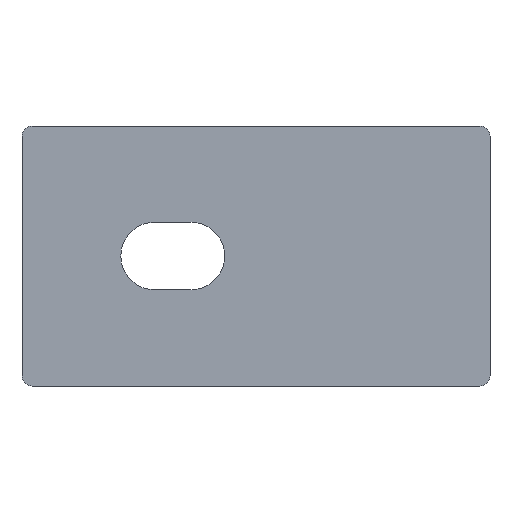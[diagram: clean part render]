
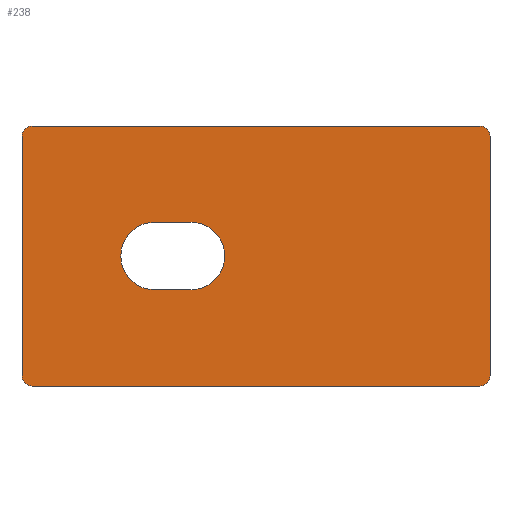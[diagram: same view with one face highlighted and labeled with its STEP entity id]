
A CAD part, left-side view. The second image highlights one B-rep face of the part: STEP entity #238.
In plain terms, the highlighted face is planar.
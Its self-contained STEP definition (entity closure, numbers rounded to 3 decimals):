
#1=DIRECTION('',(0.,1.,0.));
#2=VECTOR('',#1,7.);
#3=CARTESIAN_POINT('',(18.5,57.5,0.));
#4=LINE('',#3,#2);
#5=CARTESIAN_POINT('',(25.,64.5,0.));
#6=DIRECTION('',(0.,0.,-1.));
#7=DIRECTION('',(-1.,0.,0.));
#8=AXIS2_PLACEMENT_3D('',#5,#6,#7);
#10=DIRECTION('',(0.,-1.,0.));
#11=VECTOR('',#10,7.);
#12=CARTESIAN_POINT('',(31.5,64.5,0.));
#13=LINE('',#12,#11);
#14=CARTESIAN_POINT('',(25.,57.5,0.));
#15=DIRECTION('',(0.,0.,-1.));
#16=DIRECTION('',(1.,0.,0.));
#17=AXIS2_PLACEMENT_3D('',#14,#15,#16);
#19=CARTESIAN_POINT('',(2.,88.,0.));
#20=DIRECTION('',(0.,0.,-1.));
#21=DIRECTION('',(-1.,0.,0.));
#22=AXIS2_PLACEMENT_3D('',#19,#20,#21);
#24=DIRECTION('',(0.,-1.,0.));
#25=VECTOR('',#24,86.);
#26=CARTESIAN_POINT('',(0.,88.,0.));
#27=LINE('',#26,#25);
#28=CARTESIAN_POINT('',(2.,2.,0.));
#29=DIRECTION('',(0.,0.,-1.));
#30=DIRECTION('',(0.,-1.,0.));
#31=AXIS2_PLACEMENT_3D('',#28,#29,#30);
#33=DIRECTION('',(1.,0.,0.));
#34=VECTOR('',#33,46.);
#35=CARTESIAN_POINT('',(2.,0.,0.));
#36=LINE('',#35,#34);
#37=CARTESIAN_POINT('',(48.,2.,0.));
#38=DIRECTION('',(0.,0.,-1.));
#39=DIRECTION('',(1.,0.,0.));
#40=AXIS2_PLACEMENT_3D('',#37,#38,#39);
#42=DIRECTION('',(0.,1.,0.));
#43=VECTOR('',#42,86.);
#44=CARTESIAN_POINT('',(50.,2.,0.));
#45=LINE('',#44,#43);
#46=CARTESIAN_POINT('',(48.,88.,0.));
#47=DIRECTION('',(0.,0.,-1.));
#48=DIRECTION('',(0.,1.,0.));
#49=AXIS2_PLACEMENT_3D('',#46,#47,#48);
#51=DIRECTION('',(-1.,0.,0.));
#52=VECTOR('',#51,46.);
#53=CARTESIAN_POINT('',(48.,90.,0.));
#54=LINE('',#53,#52);
#157=CARTESIAN_POINT('',(18.5,57.5,0.));
#158=CARTESIAN_POINT('',(18.5,64.5,0.));
#159=VERTEX_POINT('',#157);
#160=VERTEX_POINT('',#158);
#161=CARTESIAN_POINT('',(31.5,64.5,0.));
#162=VERTEX_POINT('',#161);
#163=CARTESIAN_POINT('',(31.5,57.5,0.));
#164=VERTEX_POINT('',#163);
#173=CARTESIAN_POINT('',(0.,88.,0.));
#174=CARTESIAN_POINT('',(2.,90.,0.));
#175=VERTEX_POINT('',#173);
#176=VERTEX_POINT('',#174);
#181=CARTESIAN_POINT('',(48.,90.,0.));
#182=CARTESIAN_POINT('',(50.,88.,0.));
#183=VERTEX_POINT('',#181);
#184=VERTEX_POINT('',#182);
#189=CARTESIAN_POINT('',(2.,0.,0.));
#190=CARTESIAN_POINT('',(0.,2.,0.));
#191=VERTEX_POINT('',#189);
#192=VERTEX_POINT('',#190);
#197=CARTESIAN_POINT('',(50.,2.,0.));
#198=CARTESIAN_POINT('',(48.,0.,0.));
#199=VERTEX_POINT('',#197);
#200=VERTEX_POINT('',#198);
#205=CARTESIAN_POINT('',(0.,0.,0.));
#206=DIRECTION('',(0.,0.,1.));
#207=DIRECTION('',(1.,0.,0.));
#208=AXIS2_PLACEMENT_3D('',#205,#206,#207);
#209=PLANE('',#208);
#211=ORIENTED_EDGE('',*,*,#210,.F.);
#213=ORIENTED_EDGE('',*,*,#212,.T.);
#215=ORIENTED_EDGE('',*,*,#214,.F.);
#217=ORIENTED_EDGE('',*,*,#216,.T.);
#219=ORIENTED_EDGE('',*,*,#218,.F.);
#221=ORIENTED_EDGE('',*,*,#220,.T.);
#223=ORIENTED_EDGE('',*,*,#222,.F.);
#225=ORIENTED_EDGE('',*,*,#224,.T.);
#226=EDGE_LOOP('',(#211,#213,#215,#217,#219,#221,#223,#225));
#227=FACE_OUTER_BOUND('',#226,.F.);
#229=ORIENTED_EDGE('',*,*,#228,.T.);
#231=ORIENTED_EDGE('',*,*,#230,.T.);
#233=ORIENTED_EDGE('',*,*,#232,.T.);
#235=ORIENTED_EDGE('',*,*,#234,.T.);
#236=EDGE_LOOP('',(#229,#231,#233,#235));
#237=FACE_BOUND('',#236,.F.);
#238=ADVANCED_FACE('',(#227,#237),#209,.F.);
#9=CIRCLE('',#8,6.5);
#18=CIRCLE('',#17,6.5);
#23=CIRCLE('',#22,2.);
#32=CIRCLE('',#31,2.);
#41=CIRCLE('',#40,2.);
#50=CIRCLE('',#49,2.);
#210=EDGE_CURVE('',#175,#176,#23,.T.);
#212=EDGE_CURVE('',#175,#192,#27,.T.);
#214=EDGE_CURVE('',#191,#192,#32,.T.);
#216=EDGE_CURVE('',#191,#200,#36,.T.);
#218=EDGE_CURVE('',#199,#200,#41,.T.);
#220=EDGE_CURVE('',#199,#184,#45,.T.);
#222=EDGE_CURVE('',#183,#184,#50,.T.);
#224=EDGE_CURVE('',#183,#176,#54,.T.);
#228=EDGE_CURVE('',#159,#160,#4,.T.);
#230=EDGE_CURVE('',#160,#162,#9,.T.);
#232=EDGE_CURVE('',#162,#164,#13,.T.);
#234=EDGE_CURVE('',#164,#159,#18,.T.);
